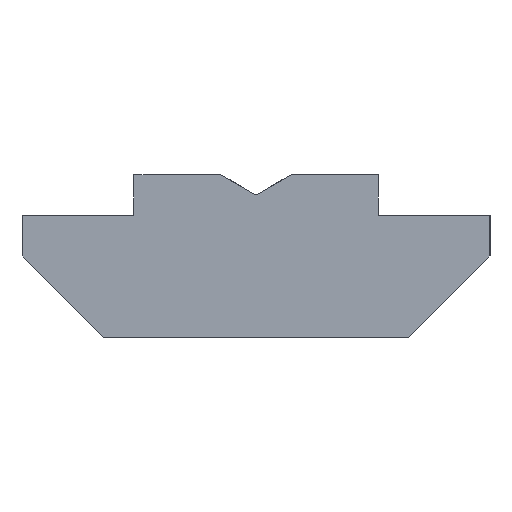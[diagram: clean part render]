
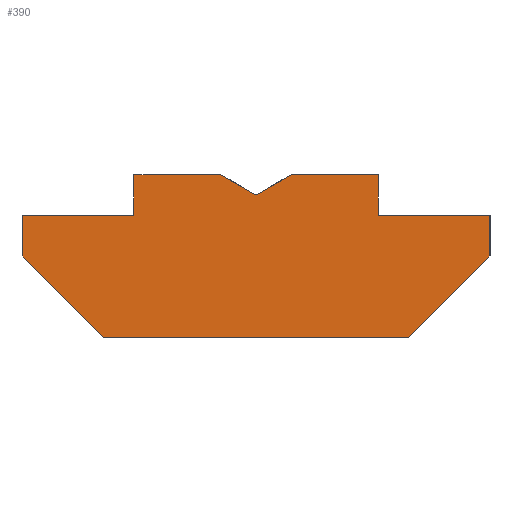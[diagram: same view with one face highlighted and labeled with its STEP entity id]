
A CAD part, left-side view. The second image highlights one B-rep face of the part: STEP entity #390.
In plain terms, the highlighted planar face has unit normal (-1, 0, 0).
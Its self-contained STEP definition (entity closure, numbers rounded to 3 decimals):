
#24=PLANE('',#442);
#46=FACE_OUTER_BOUND('',#67,.T.);
#67=EDGE_LOOP('',(#312,#313,#314,#315,#316,#317,#318,#319,#320,#321,#322,
#323,#324));
#100=LINE('',#625,#144);
#102=LINE('',#630,#146);
#106=LINE('',#639,#150);
#108=LINE('',#643,#152);
#109=LINE('',#645,#153);
#110=LINE('',#647,#154);
#111=LINE('',#649,#155);
#112=LINE('',#651,#156);
#113=LINE('',#653,#157);
#114=LINE('',#655,#158);
#115=LINE('',#656,#159);
#116=LINE('',#658,#160);
#117=LINE('',#659,#161);
#144=VECTOR('',#502,2.134);
#146=VECTOR('',#506,2.134);
#150=VECTOR('',#514,1.);
#152=VECTOR('',#518,1.);
#153=VECTOR('',#519,2.75);
#154=VECTOR('',#520,1.);
#155=VECTOR('',#521,2.828);
#156=VECTOR('',#522,7.5);
#157=VECTOR('',#523,2.828);
#158=VECTOR('',#524,1.);
#159=VECTOR('',#525,2.75);
#160=VECTOR('',#526,1.);
#161=VECTOR('',#527,1.);
#200=VERTEX_POINT('',#622);
#201=VERTEX_POINT('',#624);
#202=VERTEX_POINT('',#628);
#203=VERTEX_POINT('',#629);
#206=VERTEX_POINT('',#638);
#207=VERTEX_POINT('',#642);
#208=VERTEX_POINT('',#644);
#209=VERTEX_POINT('',#646);
#210=VERTEX_POINT('',#648);
#211=VERTEX_POINT('',#650);
#212=VERTEX_POINT('',#652);
#213=VERTEX_POINT('',#654);
#214=VERTEX_POINT('',#657);
#239=EDGE_CURVE('',#201,#200,#100,.T.);
#241=EDGE_CURVE('',#202,#203,#102,.T.);
#246=EDGE_CURVE('',#206,#201,#106,.T.);
#248=EDGE_CURVE('',#203,#207,#108,.T.);
#249=EDGE_CURVE('',#207,#208,#109,.T.);
#250=EDGE_CURVE('',#208,#209,#110,.T.);
#251=EDGE_CURVE('',#209,#210,#111,.T.);
#252=EDGE_CURVE('',#210,#211,#112,.T.);
#253=EDGE_CURVE('',#211,#212,#113,.T.);
#254=EDGE_CURVE('',#212,#213,#114,.T.);
#255=EDGE_CURVE('',#213,#206,#115,.T.);
#256=EDGE_CURVE('',#200,#214,#116,.T.);
#257=EDGE_CURVE('',#214,#202,#117,.T.);
#312=ORIENTED_EDGE('',*,*,#248,.T.);
#313=ORIENTED_EDGE('',*,*,#249,.T.);
#314=ORIENTED_EDGE('',*,*,#250,.T.);
#315=ORIENTED_EDGE('',*,*,#251,.T.);
#316=ORIENTED_EDGE('',*,*,#252,.T.);
#317=ORIENTED_EDGE('',*,*,#253,.T.);
#318=ORIENTED_EDGE('',*,*,#254,.T.);
#319=ORIENTED_EDGE('',*,*,#255,.T.);
#320=ORIENTED_EDGE('',*,*,#246,.T.);
#321=ORIENTED_EDGE('',*,*,#239,.T.);
#322=ORIENTED_EDGE('',*,*,#256,.T.);
#323=ORIENTED_EDGE('',*,*,#257,.T.);
#324=ORIENTED_EDGE('',*,*,#241,.T.);
#390=ADVANCED_FACE('',(#46),#24,.F.);
#442=AXIS2_PLACEMENT_3D('',#641,#516,#517);
#502=DIRECTION('',(0.,1.,0.));
#506=DIRECTION('',(0.,1.,0.));
#514=DIRECTION('',(0.,0.,1.));
#516=DIRECTION('center_axis',(1.,0.,0.));
#517=DIRECTION('ref_axis',(0.,1.,0.));
#518=DIRECTION('',(0.,0.,-1.));
#519=DIRECTION('',(0.,1.,0.));
#520=DIRECTION('',(0.,0.,-1.));
#521=DIRECTION('',(0.,-0.707,-0.707));
#522=DIRECTION('',(0.,-1.,0.));
#523=DIRECTION('',(0.,-0.707,0.707));
#524=DIRECTION('',(0.,0.,1.));
#525=DIRECTION('',(0.,1.,0.));
#526=DIRECTION('',(0.,0.866,-0.5));
#527=DIRECTION('',(0.,0.866,0.5));
#622=CARTESIAN_POINT('',(-6.,-0.866,0.));
#624=CARTESIAN_POINT('',(-6.,-3.,0.));
#625=CARTESIAN_POINT('',(-6.,-3.,0.));
#628=CARTESIAN_POINT('',(-6.,0.866,0.));
#629=CARTESIAN_POINT('',(-6.,3.,0.));
#630=CARTESIAN_POINT('',(-6.,0.866,0.));
#638=CARTESIAN_POINT('',(-6.,-3.,-1.));
#639=CARTESIAN_POINT('',(-6.,-3.,-1.));
#641=CARTESIAN_POINT('Origin',(-6.,0.,-4.));
#642=CARTESIAN_POINT('',(-6.,3.,-1.));
#643=CARTESIAN_POINT('',(-6.,3.,0.));
#644=CARTESIAN_POINT('',(-6.,5.75,-1.));
#645=CARTESIAN_POINT('',(-6.,3.,-1.));
#646=CARTESIAN_POINT('',(-6.,5.75,-2.));
#647=CARTESIAN_POINT('',(-6.,5.75,-1.));
#648=CARTESIAN_POINT('',(-6.,3.75,-4.));
#649=CARTESIAN_POINT('',(-6.,5.75,-2.));
#650=CARTESIAN_POINT('',(-6.,-3.75,-4.));
#651=CARTESIAN_POINT('',(-6.,3.75,-4.));
#652=CARTESIAN_POINT('',(-6.,-5.75,-2.));
#653=CARTESIAN_POINT('',(-6.,-3.75,-4.));
#654=CARTESIAN_POINT('',(-6.,-5.75,-1.));
#655=CARTESIAN_POINT('',(-6.,-5.75,-2.));
#656=CARTESIAN_POINT('',(-6.,-5.75,-1.));
#657=CARTESIAN_POINT('',(-6.,0.,-0.5));
#658=CARTESIAN_POINT('',(-6.,-0.866,0.));
#659=CARTESIAN_POINT('',(-6.,0.,-0.5));
